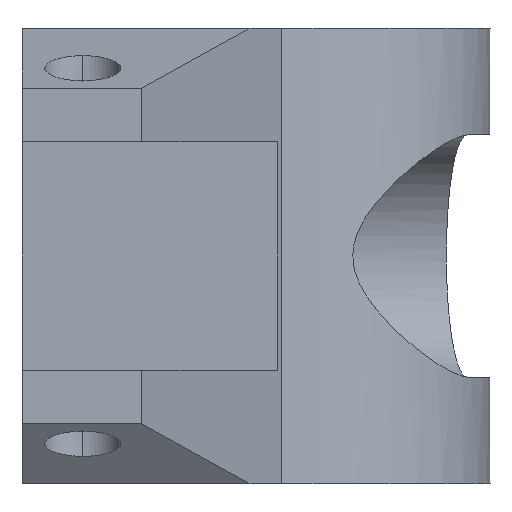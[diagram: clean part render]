
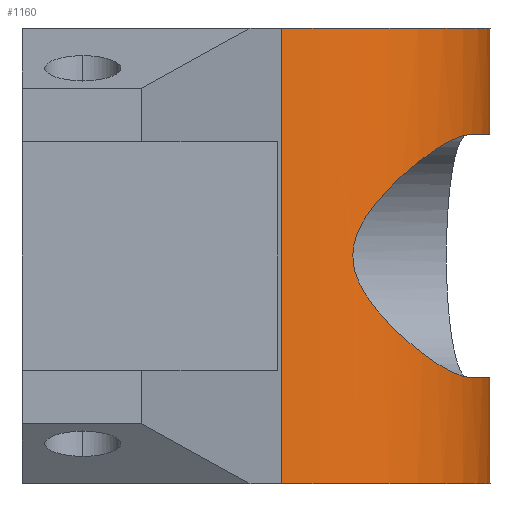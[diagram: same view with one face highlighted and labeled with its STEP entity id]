
A CAD part, left-side view. The second image highlights one B-rep face of the part: STEP entity #1160.
In plain terms, the highlighted cylindrical face has radius 248.031 mm (diameter 496.062 mm), a partial arc.
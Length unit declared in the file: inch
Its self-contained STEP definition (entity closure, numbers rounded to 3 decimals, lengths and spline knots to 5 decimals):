
#132=CARTESIAN_POINT('',(0.,0.,-9.5));
#133=DIRECTION('',(0.,0.,1.));
#134=DIRECTION('',(-0.994,-0.11,0.));
#135=AXIS2_PLACEMENT_3D('',#132,#133,#134);
#275=CARTESIAN_POINT('',(0.,0.,9.5));
#276=DIRECTION('',(0.,0.,1.));
#277=DIRECTION('',(-0.994,-0.11,0.));
#278=AXIS2_PLACEMENT_3D('',#275,#276,#277);
#312=CARTESIAN_POINT('',(-3.81,-8.99106,-5.08));
#313=CARTESIAN_POINT('',(-4.11163,-8.86324,-5.08));
#314=CARTESIAN_POINT('',(-4.71709,-8.57194,
-5.02783));
#315=CARTESIAN_POINT('',(-5.64378,-7.99378,
-4.7694));
#316=CARTESIAN_POINT('',(-6.47843,-7.33127,
-4.35486));
#317=CARTESIAN_POINT('',(-7.19193,-6.62736,
-3.82185));
#318=CARTESIAN_POINT('',(-7.7359,-5.97548,
-3.2517));
#319=CARTESIAN_POINT('',(-8.14001,-5.40624,
-2.68399));
#320=CARTESIAN_POINT('',(-8.4377,-4.92372,
-2.12402));
#321=CARTESIAN_POINT('',(-8.64866,-4.53923,
-1.58228));
#322=CARTESIAN_POINT('',(-8.79672,-4.24215,
-1.02438));
#323=CARTESIAN_POINT('',(-8.87727,-4.06851,
-0.47171));
#324=CARTESIAN_POINT('',(-8.89785,-4.02275,
0.03146));
#325=CARTESIAN_POINT('',(-8.87072,-4.08291,
0.53571));
#326=CARTESIAN_POINT('',(-8.78541,-4.26571,1.07655));
#327=CARTESIAN_POINT('',(-8.6321,-4.57097,1.63239));
#328=CARTESIAN_POINT('',(-8.41545,-4.96174,2.17129));
#329=CARTESIAN_POINT('',(-8.11741,-5.43986,2.71915));
#330=CARTESIAN_POINT('',(-7.71624,-6.00033,3.27429));
#331=CARTESIAN_POINT('',(-7.17973,-6.63995,3.83167));
#332=CARTESIAN_POINT('',(-6.47324,-7.33545,4.35752));
#333=CARTESIAN_POINT('',(-5.64302,-7.99419,4.76954));
#334=CARTESIAN_POINT('',(-4.71694,-8.57202,5.02784));
#335=CARTESIAN_POINT('',(-4.11176,-8.86319,5.08));
#336=CARTESIAN_POINT('',(-3.81,-8.99106,5.08));
#338=CARTESIAN_POINT('',(0.,0.,-5.08));
#339=DIRECTION('',(0.,0.,1.));
#340=DIRECTION('',(-0.39,-0.921,0.));
#341=AXIS2_PLACEMENT_3D('',#338,#339,#340);
#343=DIRECTION('',(0.,0.,1.));
#344=VECTOR('',#343,19.);
#345=CARTESIAN_POINT('',(-9.7062,-1.07,-9.5));
#346=LINE('',#345,#344);
#347=CARTESIAN_POINT('',(0.,0.,5.08));
#348=DIRECTION('',(0.,0.,-1.));
#349=DIRECTION('',(0.169,-0.986,0.));
#350=AXIS2_PLACEMENT_3D('',#347,#348,#349);
#372=DIRECTION('',(0.,0.,1.));
#373=VECTOR('',#372,4.42);
#374=CARTESIAN_POINT('',(1.65272,-9.62412,-9.5));
#375=LINE('',#374,#373);
#402=DIRECTION('',(0.,0.,1.));
#403=VECTOR('',#402,4.42);
#404=CARTESIAN_POINT('',(1.65272,-9.62412,5.08));
#405=LINE('',#404,#403);
#784=CARTESIAN_POINT('',(-9.7062,-1.07,-9.5));
#785=CARTESIAN_POINT('',(1.65272,-9.62412,-9.5));
#786=VERTEX_POINT('',#784);
#787=VERTEX_POINT('',#785);
#796=CARTESIAN_POINT('',(-9.7062,-1.07,9.5));
#797=CARTESIAN_POINT('',(1.65272,-9.62412,9.5));
#798=VERTEX_POINT('',#796);
#799=VERTEX_POINT('',#797);
#854=VERTEX_POINT('',#312);
#855=VERTEX_POINT('',#336);
#856=CARTESIAN_POINT('',(1.65272,-9.62412,5.08));
#857=VERTEX_POINT('',#856);
#858=CARTESIAN_POINT('',(1.65272,-9.62412,-5.08));
#859=VERTEX_POINT('',#858);
#1142=CARTESIAN_POINT('',(0.,0.,-9.5));
#1143=DIRECTION('',(0.,0.,1.));
#1144=DIRECTION('',(1.,0.,0.));
#1145=AXIS2_PLACEMENT_3D('',#1142,#1143,#1144);
#1146=CYLINDRICAL_SURFACE('',#1145,9.765);
#1147=ORIENTED_EDGE('',*,*,#999,.F.);
#1148=ORIENTED_EDGE('',*,*,#1034,.T.);
#1150=ORIENTED_EDGE('',*,*,#1149,.F.);
#1151=ORIENTED_EDGE('',*,*,#935,.F.);
#1152=ORIENTED_EDGE('',*,*,#1124,.T.);
#1153=ORIENTED_EDGE('',*,*,#1085,.T.);
#1155=ORIENTED_EDGE('',*,*,#1154,.F.);
#1157=ORIENTED_EDGE('',*,*,#1156,.T.);
#1158=EDGE_LOOP('',(#1147,#1148,#1150,#1151,#1152,#1153,#1155,#1157));
#1159=FACE_OUTER_BOUND('',#1158,.F.);
#136=CIRCLE('',#135,9.765);
#279=CIRCLE('',#278,9.765);
#337=B_SPLINE_CURVE_WITH_KNOTS('',3,(#312,#313,#314,#315,#316,#317,#318,#319,
#320,#321,#322,#323,#324,#325,#326,#327,#328,#329,#330,#331,#332,#333,#334,#335,
#336),.UNSPECIFIED.,.F.,.F.,(4,1,1,1,1,1,1,1,1,1,1,1,1,1,1,1,1,1,1,1,1,1,4),(
0.,0.04545,0.09091,0.13636,0.18182,
0.22727,0.27273,0.31818,0.36364,
0.40909,0.45455,0.5,0.54545,0.59091,
0.63636,0.68182,0.72727,0.77273,
0.81818,0.86364,0.90909,0.95455,1.),
.UNSPECIFIED.);
#342=CIRCLE('',#341,9.765);
#351=CIRCLE('',#350,9.765);
#935=EDGE_CURVE('',#786,#787,#136,.T.);
#999=EDGE_CURVE('',#854,#855,#337,.T.);
#1034=EDGE_CURVE('',#854,#859,#342,.T.);
#1085=EDGE_CURVE('',#798,#799,#279,.T.);
#1124=EDGE_CURVE('',#786,#798,#346,.T.);
#1149=EDGE_CURVE('',#787,#859,#375,.T.);
#1154=EDGE_CURVE('',#857,#799,#405,.T.);
#1156=EDGE_CURVE('',#857,#855,#351,.T.);
#1160=ADVANCED_FACE('',(#1159),#1146,.T.);
